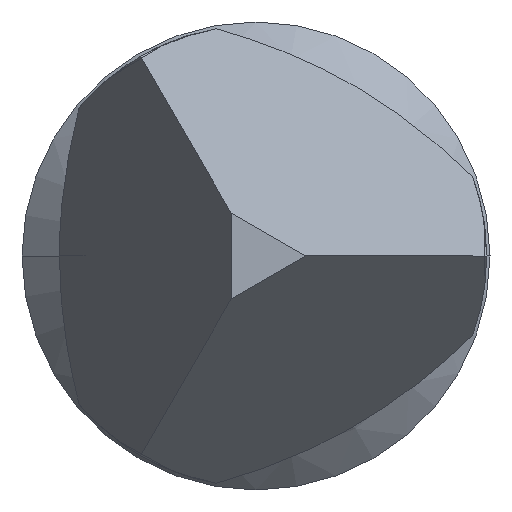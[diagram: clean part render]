
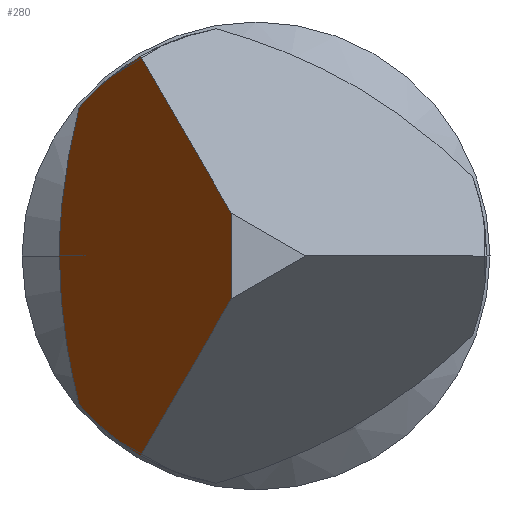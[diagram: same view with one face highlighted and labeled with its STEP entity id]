
A CAD part, left-side view. The second image highlights one B-rep face of the part: STEP entity #280.
In plain terms, the highlighted planar face has unit normal (-0.5, 0.866, 0).
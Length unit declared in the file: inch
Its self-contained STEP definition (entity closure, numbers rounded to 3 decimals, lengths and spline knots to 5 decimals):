
#45 = LINE ( 'NONE', #1206, #231 ) ;
#98 = CARTESIAN_POINT ( 'NONE',  ( 0.00953, 0.007, -0.01212 ) ) ;
#108 = CARTESIAN_POINT ( 'NONE',  ( 0.01807, 0.01193, 0. ) ) ;
#112 = CARTESIAN_POINT ( 'NONE',  ( 0.016, 0.01074, 0.00898 ) ) ;
#115 = CARTESIAN_POINT ( 'NONE',  ( 0., 0.0015, 0.0026 ) ) ;
#129 = CARTESIAN_POINT ( 'NONE',  ( 0.016, 0.01074, -0.00898 ) ) ;
#151 = CARTESIAN_POINT ( 'NONE',  ( 0.00953, 0.007, 0.01212 ) ) ;
#153 = CARTESIAN_POINT ( 'NONE',  ( 0., 0.0015, -0.0026 ) ) ;
#231 = VECTOR ( 'NONE', #1230, 39.37008 ) ;
#233 = LINE ( 'NONE', #1105, #237 ) ;
#237 = VECTOR ( 'NONE', #1106, 39.37008 ) ;
#280 = ADVANCED_FACE ( 'NONE', ( #598 ), #376, .T. ) ;
#376 = PLANE ( 'NONE',  #758 ) ;
#384 = DIRECTION ( 'NONE',  ( -0.866, -0.5, 0. ) ) ;
#424 = DIRECTION ( 'NONE',  ( -0.5, 0.866, 0. ) ) ;
#447 = CARTESIAN_POINT ( 'NONE',  ( 0., 0.0015, 1.14735 ) ) ;
#497 = ORIENTED_EDGE ( 'NONE', *, *, #1023, .T. ) ;
#530 = ORIENTED_EDGE ( 'NONE', *, *, #1026, .T. ) ;
#584 = ORIENTED_EDGE ( 'NONE', *, *, #1000, .T. ) ;
#598 = FACE_OUTER_BOUND ( 'NONE', #843, .T. ) ;
#612 = ORIENTED_EDGE ( 'NONE', *, *, #1046, .T. ) ;
#624 = ORIENTED_EDGE ( 'NONE', *, *, #987, .T. ) ;
#639 = ORIENTED_EDGE ( 'NONE', *, *, #980, .F. ) ;
#640 = ORIENTED_EDGE ( 'NONE', *, *, #988, .T. ) ;
#659 =( BOUNDED_CURVE ( )  B_SPLINE_CURVE ( 3, ( #1151, #1152, #1156, #1157 ),
 .UNSPECIFIED., .F., .F. ) 
 B_SPLINE_CURVE_WITH_KNOTS ( ( 4, 4 ),
 ( 5.23599, 5.5865 ),
 .UNSPECIFIED. ) 
 CURVE ( )  GEOMETRIC_REPRESENTATION_ITEM ( )  RATIONAL_B_SPLINE_CURVE ( ( 1., 0.99, 0.99, 1. ) ) 
 REPRESENTATION_ITEM ( '' )  );
#663 =( BOUNDED_CURVE ( )  B_SPLINE_CURVE ( 3, ( #1121, #1122, #1125, #1126 ),
 .UNSPECIFIED., .F., .T. ) 
 B_SPLINE_CURVE_WITH_KNOTS ( ( 4, 4 ),
 ( 0.69669, 1.0472 ),
 .UNSPECIFIED. ) 
 CURVE ( )  GEOMETRIC_REPRESENTATION_ITEM ( )  RATIONAL_B_SPLINE_CURVE ( ( 1., 0.99, 0.99, 1. ) ) 
 REPRESENTATION_ITEM ( '' )  );
#668 = B_SPLINE_CURVE_WITH_KNOTS ( 'NONE', 3,
 ( #1118, #1111, #1123, #1124 ),
 .UNSPECIFIED., .F., .F.,
 ( 4, 4 ),
 ( 0., 0.00024 ),
 .UNSPECIFIED. ) ;
#669 = B_SPLINE_CURVE_WITH_KNOTS ( 'NONE', 3,
 ( #1226, #1225, #1231, #1232 ),
 .UNSPECIFIED., .F., .F.,
 ( 4, 4 ),
 ( 0.00024, 0.00047 ),
 .UNSPECIFIED. ) ;
#758 = AXIS2_PLACEMENT_3D ( 'NONE', #447, #424, #384 ) ;
#810 = VERTEX_POINT ( 'NONE', #108 ) ;
#832 = VERTEX_POINT ( 'NONE', #98 ) ;
#843 = EDGE_LOOP ( 'NONE', ( #640, #612, #639, #530, #584, #624, #497 ) ) ;
#849 = VERTEX_POINT ( 'NONE', #153 ) ;
#886 = VERTEX_POINT ( 'NONE', #115 ) ;
#890 = VERTEX_POINT ( 'NONE', #112 ) ;
#891 = VERTEX_POINT ( 'NONE', #151 ) ;
#903 = VERTEX_POINT ( 'NONE', #129 ) ;
#980 = EDGE_CURVE ( 'NONE', #886, #849, #233, .T. ) ;
#987 = EDGE_CURVE ( 'NONE', #890, #810, #668, .T. ) ;
#988 = EDGE_CURVE ( 'NONE', #903, #832, #663, .T. ) ;
#1000 = EDGE_CURVE ( 'NONE', #891, #890, #659, .T. ) ;
#1023 = EDGE_CURVE ( 'NONE', #810, #903, #669, .T. ) ;
#1026 = EDGE_CURVE ( 'NONE', #886, #891, #45, .T. ) ;
#1046 = EDGE_CURVE ( 'NONE', #832, #849, #1068, .T. ) ;
#1068 = LINE ( 'NONE', #1282, #1070 ) ;
#1070 = VECTOR ( 'NONE', #1283, 39.37008 ) ;
#1105 = CARTESIAN_POINT ( 'NONE',  ( 0., 0.0015, 1.14735 ) ) ;
#1106 = DIRECTION ( 'NONE',  ( 0., 0., -1. ) ) ;
#1111 = CARTESIAN_POINT ( 'NONE',  ( 0.01725, 0.01146, 0.00618 ) ) ;
#1118 = CARTESIAN_POINT ( 'NONE',  ( 0.016, 0.01074, 0.00898 ) ) ;
#1121 = CARTESIAN_POINT ( 'NONE',  ( 0.016, 0.01074, -0.00898 ) ) ;
#1122 = CARTESIAN_POINT ( 'NONE',  ( 0.01417, 0.00968, -0.01024 ) ) ;
#1123 = CARTESIAN_POINT ( 'NONE',  ( 0.01807, 0.01193, 0.00314 ) ) ;
#1124 = CARTESIAN_POINT ( 'NONE',  ( 0.01807, 0.01193, 0. ) ) ;
#1125 = CARTESIAN_POINT ( 'NONE',  ( 0.01199, 0.00842, -0.0113 ) ) ;
#1126 = CARTESIAN_POINT ( 'NONE',  ( 0.00953, 0.007, -0.01212 ) ) ;
#1151 = CARTESIAN_POINT ( 'NONE',  ( 0.00953, 0.007, 0.01212 ) ) ;
#1152 = CARTESIAN_POINT ( 'NONE',  ( 0.01199, 0.00842, 0.0113 ) ) ;
#1156 = CARTESIAN_POINT ( 'NONE',  ( 0.01417, 0.00968, 0.01024 ) ) ;
#1157 = CARTESIAN_POINT ( 'NONE',  ( 0.016, 0.01074, 0.00898 ) ) ;
#1206 = CARTESIAN_POINT ( 'NONE',  ( 0.49061, 0.28475, 0.49321 ) ) ;
#1225 = CARTESIAN_POINT ( 'NONE',  ( 0.01807, 0.01193, -0.00312 ) ) ;
#1226 = CARTESIAN_POINT ( 'NONE',  ( 0.01807, 0.01193, 0. ) ) ;
#1230 = DIRECTION ( 'NONE',  ( 0.655, 0.378, 0.655 ) ) ;
#1231 = CARTESIAN_POINT ( 'NONE',  ( 0.01724, 0.01146, -0.00618 ) ) ;
#1232 = CARTESIAN_POINT ( 'NONE',  ( 0.016, 0.01074, -0.00898 ) ) ;
#1282 = CARTESIAN_POINT ( 'NONE',  ( -0.49283, -0.28304, 0.49024 ) ) ;
#1283 = DIRECTION ( 'NONE',  ( -0.655, -0.378, 0.655 ) ) ;
